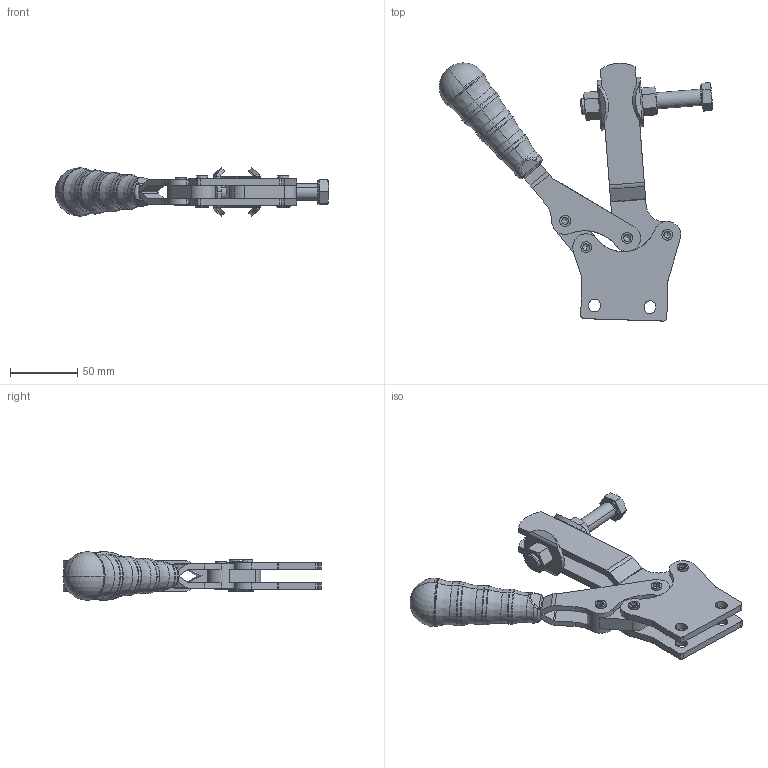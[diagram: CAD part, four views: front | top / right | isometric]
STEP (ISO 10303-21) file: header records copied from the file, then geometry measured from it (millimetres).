
FILE_DESCRIPTION((''),'2;1');
FILE_NAME('126.1-opened.stp','2005-09-27T16:25:12',('Kysilko'),(''),'Autodesk Inventor 8','Autodesk Inventor 8','');
FILE_SCHEMA(('AUTOMOTIVE_DESIGN { 1 0 10303 214 1 1 1 1 }'));
Length unit declared in the file: millimetre
Products named in the file (1): Part29
Bounding box: 203.21 x 191.87 x 36 mm (x, y, z)
Volume: 188211.7 mm3; surface area: 68769.1 mm2
Topology: 1 solids, 5 shells, 1019 faces, 2705 edges, 1553 vertices
Faces by surface type: plane 405, cone 364, cylinder 122, bspline 106, sphere 14, torus 8
Entity records: 35827 total; most frequent: CARTESIAN_POINT 11748, ORIENTED_EDGE 5386, DIRECTION 5021, EDGE_CURVE 2693, AXIS2_PLACEMENT_3D 2064, VERTEX_POINT 1553, EDGE_LOOP 1200, CIRCLE 1150
